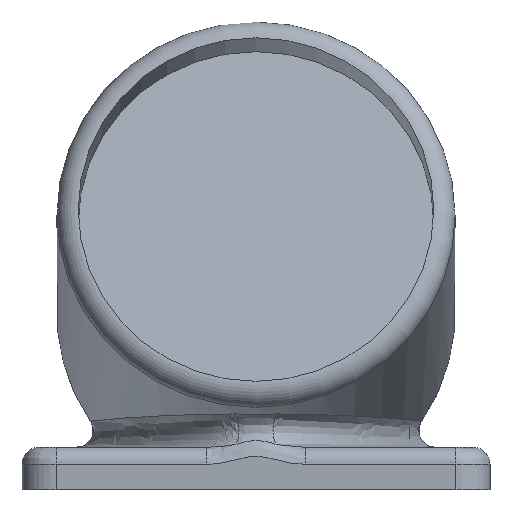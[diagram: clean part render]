
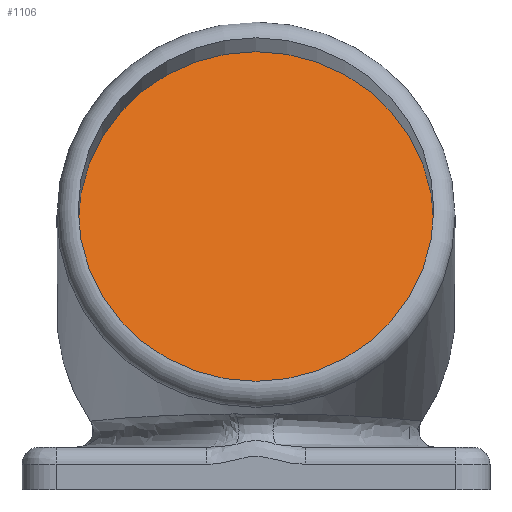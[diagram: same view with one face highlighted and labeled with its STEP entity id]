
A CAD part, left-side view. The second image highlights one B-rep face of the part: STEP entity #1106.
In plain terms, the highlighted planar face has unit normal (-0.966, 0, 0.259).
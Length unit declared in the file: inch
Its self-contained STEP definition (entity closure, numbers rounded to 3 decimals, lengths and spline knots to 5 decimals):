
#85=PLANE('',#1193);
#103=FACE_OUTER_BOUND('',#174,.T.);
#174=EDGE_LOOP('',(#735));
#383=CIRCLE('',#1192,0.52242);
#455=VERTEX_POINT('',#1678);
#560=EDGE_CURVE('',#455,#455,#383,.T.);
#735=ORIENTED_EDGE('',*,*,#560,.F.);
#1106=ADVANCED_FACE('',(#103),#85,.T.);
#1192=AXIS2_PLACEMENT_3D('',#1680,#1336,#1337);
#1193=AXIS2_PLACEMENT_3D('',#1681,#1338,#1339);
#1336=DIRECTION('center_axis',(0.966,0.,-0.259));
#1337=DIRECTION('ref_axis',(0.259,0.,0.966));
#1338=DIRECTION('center_axis',(-0.966,0.,0.259));
#1339=DIRECTION('ref_axis',(0.259,0.,0.966));
#1678=CARTESIAN_POINT('',(1.78498,3.3075,0.27815));
#1680=CARTESIAN_POINT('Origin',(1.92019,3.3075,0.78276));
#1681=CARTESIAN_POINT('Origin',(1.92019,3.3075,0.78276));
